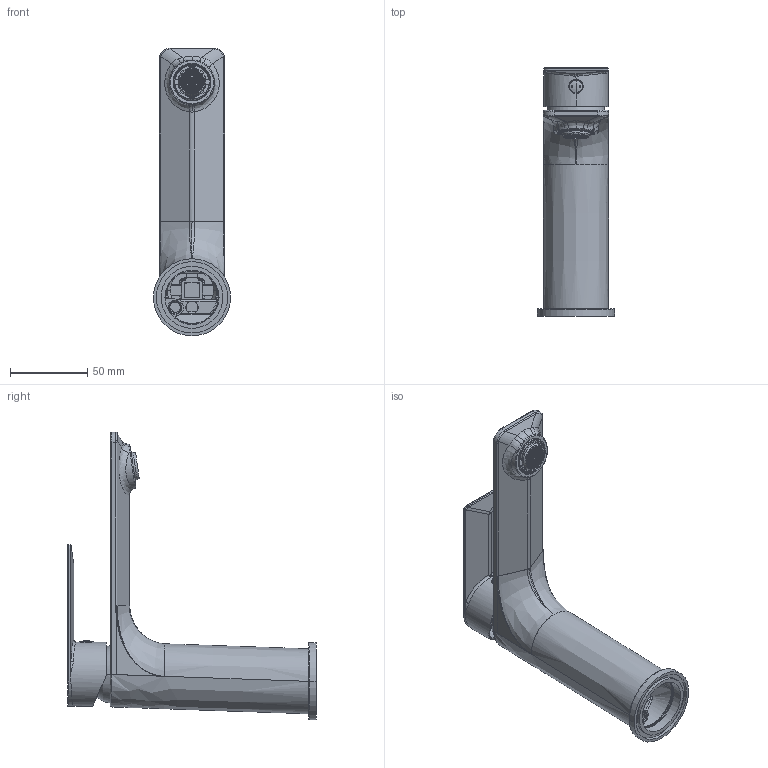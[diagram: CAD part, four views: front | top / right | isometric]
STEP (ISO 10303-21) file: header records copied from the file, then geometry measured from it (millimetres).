
FILE_DESCRIPTION((''),'2;1');
FILE_NAME('AAYA201','2023-05-09T18:05:15',('michelaferrini'),(''),'CREO PARAMETRIC BY PTC INC, 2022164','CREO PARAMETRIC BY PTC INC, 2022164','');
FILE_SCHEMA(('CONFIG_CONTROL_DESIGN'));
Products named in the file (7): AAYA201C002; SCCMAC0011; AAYA005C001; SPLMAC0004; SARMAC0007; SBTMAC0001; AAYA201
Assembly tree (6 placements, depth 2):
  AAYA201
    AAYA201C002
    SCCMAC0011
    AAYA005C001
    SPLMAC0004
    SARMAC0007
    SBTMAC0001
Bounding box: 49.8 x 160.55 x 185.9 mm (x, y, z)
Volume: 116534.3 mm3; surface area: 84666 mm2
Topology: 6 solids, 11 shells, 2875 faces, 7933 edges, 5563 vertices
Faces by surface type: plane 1865, cylinder 792, bspline 137, cone 42, torus 34, sphere 5
Entity records: 107986 total; most frequent: CARTESIAN_POINT 35376, ORIENTED_EDGE 15832, DIRECTION 13627, EDGE_CURVE 7931, VERTEX_POINT 5563, VECTOR 4699, LINE 4699, AXIS2_PLACEMENT_3D 4464
